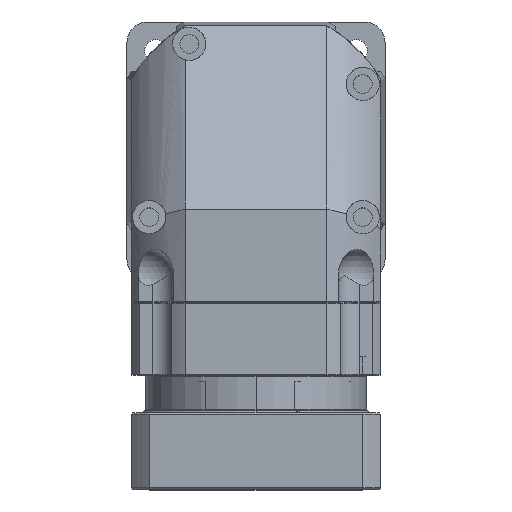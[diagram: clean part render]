
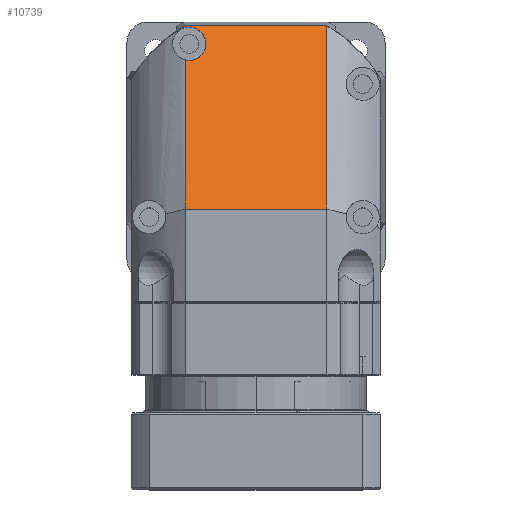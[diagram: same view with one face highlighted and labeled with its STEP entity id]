
A CAD part, top view. The second image highlights one B-rep face of the part: STEP entity #10739.
In plain terms, the highlighted face is planar.
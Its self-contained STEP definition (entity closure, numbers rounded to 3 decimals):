
#6598=CARTESIAN_POINT('',(7.,-30.,17.037));
#7000=DIRECTION('',(0.,0.,-1.));
#7001=VECTOR('',#7000,34.073);
#7002=CARTESIAN_POINT('',(7.,-30.,17.037));
#7003=LINE('',#7002,#7001);
#7004=CARTESIAN_POINT('',(-0.004,-21.653,
16.03));
#7005=CARTESIAN_POINT('',(-0.004,-21.653,
15.559));
#7006=CARTESIAN_POINT('',(0.14,-21.824,
14.54));
#7007=CARTESIAN_POINT('',(0.909,-22.741,
13.117));
#7008=CARTESIAN_POINT('',(1.902,-23.924,12.354));
#7009=CARTESIAN_POINT('',(2.747,-24.931,12.072));
#7010=CARTESIAN_POINT('',(3.353,-25.653,12.009));
#7011=CARTESIAN_POINT('',(3.959,-26.376,12.072));
#7012=CARTESIAN_POINT('',(4.804,-27.382,12.354));
#7013=CARTESIAN_POINT('',(5.796,-28.566,13.117));
#7014=CARTESIAN_POINT('',(6.566,-29.483,14.54));
#7015=CARTESIAN_POINT('',(6.709,-29.653,15.559));
#7016=CARTESIAN_POINT('',(6.709,-29.653,16.03));
#7018=CARTESIAN_POINT('',(6.709,-29.653,16.03));
#7019=CARTESIAN_POINT('',(6.709,-29.653,16.375));
#7020=CARTESIAN_POINT('',(6.672,-29.61,16.71));
#7021=CARTESIAN_POINT('',(6.601,-29.525,17.037));
#7023=DIRECTION('',(0.643,-0.766,0.));
#7024=VECTOR('',#7023,0.62);
#7025=CARTESIAN_POINT('',(6.601,-29.525,17.037));
#7026=LINE('',#7025,#7024);
#7027=DIRECTION('',(-0.643,0.766,0.));
#7028=VECTOR('',#7027,57.562);
#7029=CARTESIAN_POINT('',(7.,-30.,-17.037));
#7030=LINE('',#7029,#7028);
#7031=DIRECTION('',(0.643,-0.766,0.));
#7032=VECTOR('',#7031,46.834);
#7033=CARTESIAN_POINT('',(-30.,14.095,17.037));
#7034=LINE('',#7033,#7032);
#7035=CARTESIAN_POINT('',(0.104,-21.782,
17.037));
#7036=CARTESIAN_POINT('',(0.033,-21.697,
16.71));
#7037=CARTESIAN_POINT('',(-0.004,-21.653,
16.375));
#7038=CARTESIAN_POINT('',(-0.004,-21.653,
16.03));
#7076=CARTESIAN_POINT('',(0.104,-21.782,
17.037));
#7816=DIRECTION('',(0.,0.,1.));
#7817=VECTOR('',#7816,34.073);
#7818=CARTESIAN_POINT('',(-30.,14.095,-17.037));
#7819=LINE('',#7818,#7817);
#9188=VERTEX_POINT('',#7004);
#9189=VERTEX_POINT('',#7016);
#9190=VERTEX_POINT('',#7021);
#9227=VERTEX_POINT('',#6598);
#9232=CARTESIAN_POINT('',(7.,-30.,-17.037));
#9233=CARTESIAN_POINT('',(-30.,14.095,-17.037));
#9234=VERTEX_POINT('',#9232);
#9235=VERTEX_POINT('',#9233);
#9236=CARTESIAN_POINT('',(-30.,14.095,17.037));
#9237=VERTEX_POINT('',#9236);
#9304=VERTEX_POINT('',#7076);
#10717=CARTESIAN_POINT('',(7.,-30.,42.));
#10718=DIRECTION('',(0.766,0.643,0.));
#10719=DIRECTION('',(-0.643,0.766,0.));
#10720=AXIS2_PLACEMENT_3D('',#10717,#10718,#10719);
#10721=PLANE('',#10720);
#10723=ORIENTED_EDGE('',*,*,#10722,.T.);
#10725=ORIENTED_EDGE('',*,*,#10724,.T.);
#10727=ORIENTED_EDGE('',*,*,#10726,.T.);
#10728=ORIENTED_EDGE('',*,*,#10710,.T.);
#10730=ORIENTED_EDGE('',*,*,#10729,.T.);
#10732=ORIENTED_EDGE('',*,*,#10731,.T.);
#10734=ORIENTED_EDGE('',*,*,#10733,.T.);
#10736=ORIENTED_EDGE('',*,*,#10735,.T.);
#10737=EDGE_LOOP('',(#10723,#10725,#10727,#10728,#10730,#10732,#10734,#10736));
#10738=FACE_OUTER_BOUND('',#10737,.F.);
#10739=ADVANCED_FACE('',(#10738),#10721,.F.);
#7017=B_SPLINE_CURVE_WITH_KNOTS('',3,(#7004,#7005,#7006,#7007,#7008,#7009,#7010,
#7011,#7012,#7013,#7014,#7015,#7016),.UNSPECIFIED.,.F.,.F.,(4,1,1,1,1,1,1,1,1,1,
4),(0.,0.125,0.25,0.375,0.438,0.5,0.563,0.625,0.75,0.875,
1.),.UNSPECIFIED.);
#7022=B_SPLINE_CURVE_WITH_KNOTS('',3,(#7018,#7019,#7020,#7021),.UNSPECIFIED.,
.F.,.F.,(4,4),(0.,1.),.UNSPECIFIED.);
#7039=B_SPLINE_CURVE_WITH_KNOTS('',3,(#7035,#7036,#7037,#7038),.UNSPECIFIED.,
.F.,.F.,(4,4),(0.,1.),.UNSPECIFIED.);
#10710=EDGE_CURVE('',#9227,#9234,#7003,.T.);
#10722=EDGE_CURVE('',#9188,#9189,#7017,.T.);
#10724=EDGE_CURVE('',#9189,#9190,#7022,.T.);
#10726=EDGE_CURVE('',#9190,#9227,#7026,.T.);
#10729=EDGE_CURVE('',#9234,#9235,#7030,.T.);
#10731=EDGE_CURVE('',#9235,#9237,#7819,.T.);
#10733=EDGE_CURVE('',#9237,#9304,#7034,.T.);
#10735=EDGE_CURVE('',#9304,#9188,#7039,.T.);
